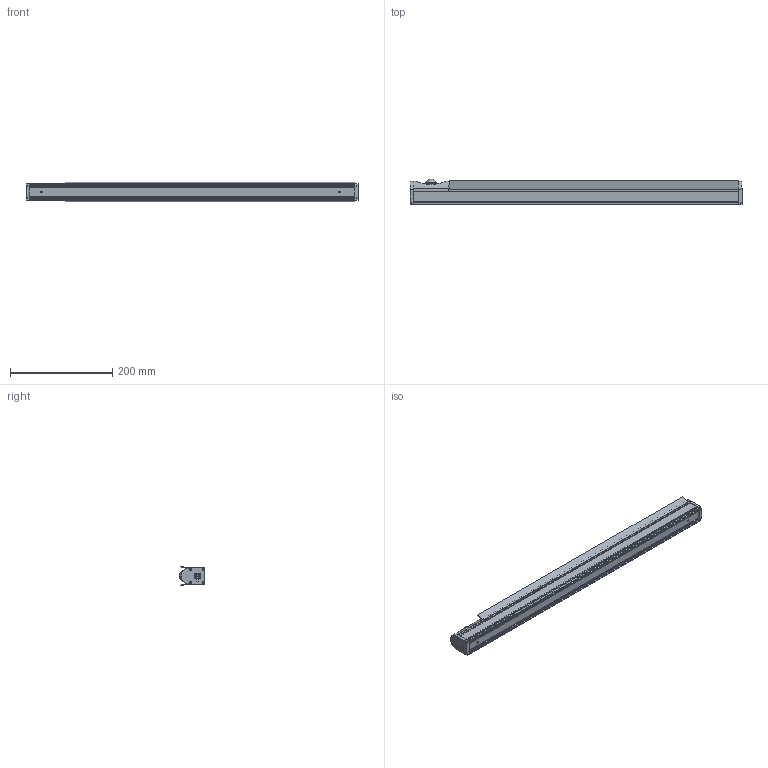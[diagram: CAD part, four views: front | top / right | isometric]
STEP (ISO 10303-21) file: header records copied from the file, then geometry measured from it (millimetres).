
FILE_DESCRIPTION((''),'2;1');
FILE_NAME('194685_ASM','2016-04-19T',('pdmadmin'),(''),'PRO/ENGINEER BY PARAMETRIC TECHNOLOGY CORPORATION, 2016010','PRO/ENGINEER BY PARAMETRIC TECHNOLOGY CORPORATION, 2016010','');
FILE_SCHEMA(('CONFIG_CONTROL_DESIGN'));
Products named in the file (13): 190483; 169954; 172449; 169945; 190481; 169955; 172450; VZWLLD; 190873_ASM; 192491; 188831_1_AF0; 192491_ASM; 194685_ASM
Assembly tree (12 placements, depth 3):
  194685_ASM
    190873_ASM
      190483
      169954
      172449
      169945
      190481
      169955
      172450
      VZWLLD
    192491_ASM
      192491
      188831_1_AF0
Bounding box: 650 x 50.19 x 38.26 mm (x, y, z)
Volume: 252865.9 mm3; surface area: 373782.9 mm2
Topology: 10 solids, 72 shells, 896 faces, 2570 edges, 1763 vertices
Faces by surface type: plane 434, cylinder 251, cone 72, bspline 58, torus 51, sphere 30
Entity records: 34423 total; most frequent: CARTESIAN_POINT 10660, DIRECTION 4886, ORIENTED_EDGE 4800, EDGE_CURVE 2566, VERTEX_POINT 1763, AXIS2_PLACEMENT_3D 1664, VECTOR 1558, LINE 1558
